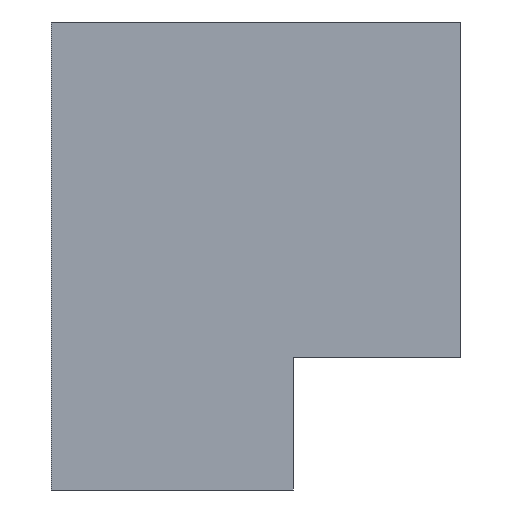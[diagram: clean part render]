
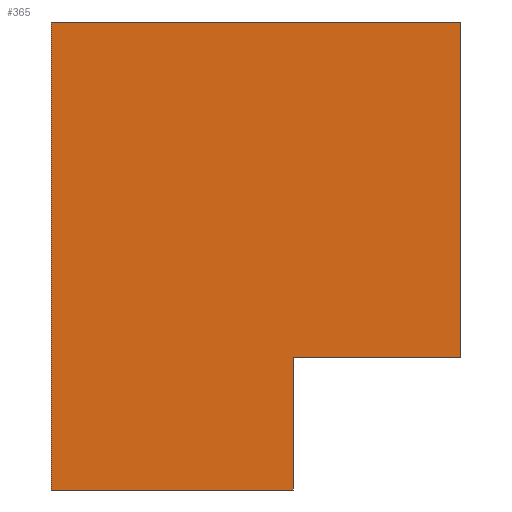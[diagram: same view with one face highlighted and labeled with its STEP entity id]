
A CAD part, left-side view. The second image highlights one B-rep face of the part: STEP entity #365.
In plain terms, the highlighted planar face has unit normal (-1, 0, 0).
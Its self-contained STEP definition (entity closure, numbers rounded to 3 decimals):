
#21 = EDGE_CURVE('',#22,#24,#26,.T.);
#22 = VERTEX_POINT('',#23);
#23 = CARTESIAN_POINT('',(-9.525,0.,4.793));
#24 = VERTEX_POINT('',#25);
#25 = CARTESIAN_POINT('',(-9.525,-3.175,4.793));
#26 = LINE('',#27,#28);
#27 = CARTESIAN_POINT('',(-9.525,0.,4.793));
#28 = VECTOR('',#29,1.);
#29 = DIRECTION('',(0.,-1.,0.));
#71 = VERTEX_POINT('',#72);
#72 = CARTESIAN_POINT('',(-9.525,0.,2.278));
#78 = EDGE_CURVE('',#22,#71,#79,.T.);
#79 = LINE('',#80,#81);
#80 = CARTESIAN_POINT('',(-9.525,0.,11.143));
#81 = VECTOR('',#82,1.);
#82 = DIRECTION('',(0.,0.,-1.));
#102 = VERTEX_POINT('',#103);
#103 = CARTESIAN_POINT('',(-9.525,-3.175,11.143));
#109 = EDGE_CURVE('',#102,#24,#110,.T.);
#110 = LINE('',#111,#112);
#111 = CARTESIAN_POINT('',(-9.525,-3.175,11.143));
#112 = VECTOR('',#113,1.);
#113 = DIRECTION('',(0.,0.,-1.));
#156 = EDGE_CURVE('',#71,#157,#159,.T.);
#157 = VERTEX_POINT('',#158);
#158 = CARTESIAN_POINT('',(-9.525,4.588,2.278));
#159 = LINE('',#160,#161);
#160 = CARTESIAN_POINT('',(-9.525,0.,2.278));
#161 = VECTOR('',#162,1.);
#162 = DIRECTION('',(0.,1.,0.));
#259 = EDGE_CURVE('',#260,#157,#262,.T.);
#260 = VERTEX_POINT('',#261);
#261 = CARTESIAN_POINT('',(-9.525,4.588,11.143));
#262 = LINE('',#263,#264);
#263 = CARTESIAN_POINT('',(-9.525,4.588,11.143));
#264 = VECTOR('',#265,1.);
#265 = DIRECTION('',(0.,0.,-1.));
#365 = ADVANCED_FACE('',(#366),#379,.T.);
#366 = FACE_BOUND('',#367,.T.);
#367 = EDGE_LOOP('',(#368,#374,#375,#376,#377,#378));
#368 = ORIENTED_EDGE('',*,*,#369,.F.);
#369 = EDGE_CURVE('',#260,#102,#370,.T.);
#370 = LINE('',#371,#372);
#371 = CARTESIAN_POINT('',(-9.525,0.,11.143));
#372 = VECTOR('',#373,1.);
#373 = DIRECTION('',(0.,-1.,0.));
#374 = ORIENTED_EDGE('',*,*,#259,.T.);
#375 = ORIENTED_EDGE('',*,*,#156,.F.);
#376 = ORIENTED_EDGE('',*,*,#78,.F.);
#377 = ORIENTED_EDGE('',*,*,#21,.T.);
#378 = ORIENTED_EDGE('',*,*,#109,.F.);
#379 = PLANE('',#380);
#380 = AXIS2_PLACEMENT_3D('',#381,#382,#383);
#381 = CARTESIAN_POINT('',(-9.525,0.946,6.951));
#382 = DIRECTION('',(-1.,0.,0.));
#383 = DIRECTION('',(0.,1.,0.));
